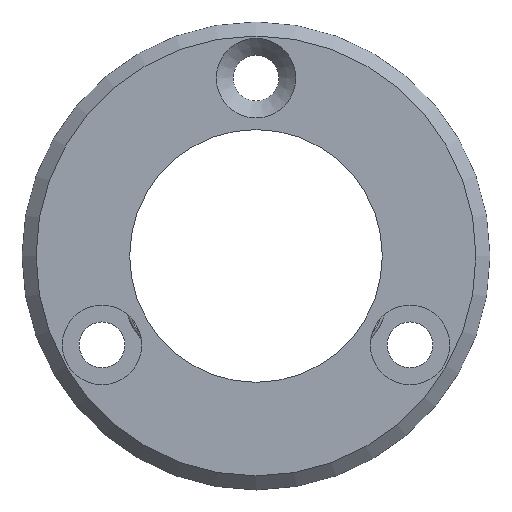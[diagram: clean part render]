
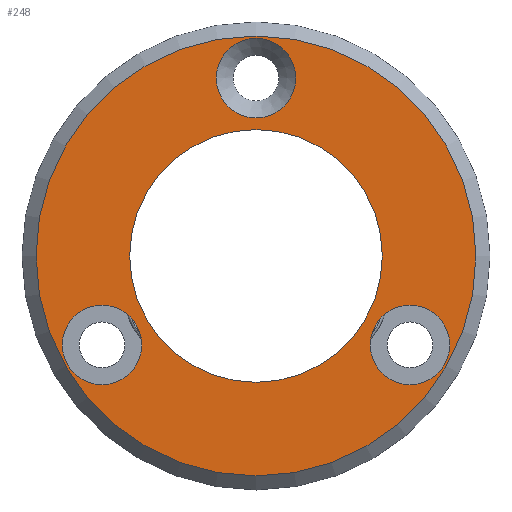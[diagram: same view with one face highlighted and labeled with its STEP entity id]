
A CAD part, top view. The second image highlights one B-rep face of the part: STEP entity #248.
In plain terms, the highlighted planar face has unit normal (0, 0, 1).
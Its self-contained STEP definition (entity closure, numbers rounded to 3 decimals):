
#20=FACE_BOUND('',#55,.T.);
#21=FACE_BOUND('',#56,.T.);
#22=FACE_BOUND('',#57,.T.);
#23=FACE_BOUND('',#58,.T.);
#29=PLANE('',#306);
#41=FACE_OUTER_BOUND('',#54,.T.);
#54=EDGE_LOOP('',(#217));
#55=EDGE_LOOP('',(#218,#219));
#56=EDGE_LOOP('',(#220,#221));
#57=EDGE_LOOP('',(#222,#223));
#58=EDGE_LOOP('',(#224,#225));
#85=CIRCLE('',#278,13.5);
#86=CIRCLE('',#279,13.5);
#92=CIRCLE('',#288,4.25);
#93=CIRCLE('',#289,4.25);
#95=CIRCLE('',#292,4.25);
#96=CIRCLE('',#293,4.25);
#98=CIRCLE('',#296,4.25);
#99=CIRCLE('',#297,4.25);
#103=CIRCLE('',#302,23.5);
#111=VERTEX_POINT('',#409);
#112=VERTEX_POINT('',#411);
#117=VERTEX_POINT('',#427);
#118=VERTEX_POINT('',#428);
#120=VERTEX_POINT('',#435);
#121=VERTEX_POINT('',#436);
#123=VERTEX_POINT('',#443);
#124=VERTEX_POINT('',#444);
#128=VERTEX_POINT('',#455);
#138=EDGE_CURVE('',#112,#111,#85,.T.);
#139=EDGE_CURVE('',#111,#112,#86,.T.);
#146=EDGE_CURVE('',#117,#118,#92,.T.);
#147=EDGE_CURVE('',#118,#117,#93,.T.);
#150=EDGE_CURVE('',#120,#121,#95,.T.);
#151=EDGE_CURVE('',#121,#120,#96,.T.);
#154=EDGE_CURVE('',#123,#124,#98,.T.);
#155=EDGE_CURVE('',#124,#123,#99,.T.);
#161=EDGE_CURVE('',#128,#128,#103,.T.);
#217=ORIENTED_EDGE('',*,*,#161,.F.);
#218=ORIENTED_EDGE('',*,*,#146,.T.);
#219=ORIENTED_EDGE('',*,*,#147,.T.);
#220=ORIENTED_EDGE('',*,*,#150,.T.);
#221=ORIENTED_EDGE('',*,*,#151,.T.);
#222=ORIENTED_EDGE('',*,*,#154,.T.);
#223=ORIENTED_EDGE('',*,*,#155,.T.);
#224=ORIENTED_EDGE('',*,*,#138,.T.);
#225=ORIENTED_EDGE('',*,*,#139,.T.);
#248=ADVANCED_FACE('',(#41,#20,#21,#22,#23),#29,.T.);
#278=AXIS2_PLACEMENT_3D('',#412,#328,#329);
#279=AXIS2_PLACEMENT_3D('',#413,#330,#331);
#288=AXIS2_PLACEMENT_3D('',#429,#349,#350);
#289=AXIS2_PLACEMENT_3D('',#430,#351,#352);
#292=AXIS2_PLACEMENT_3D('',#437,#358,#359);
#293=AXIS2_PLACEMENT_3D('',#438,#360,#361);
#296=AXIS2_PLACEMENT_3D('',#445,#367,#368);
#297=AXIS2_PLACEMENT_3D('',#446,#369,#370);
#302=AXIS2_PLACEMENT_3D('',#457,#381,#382);
#306=AXIS2_PLACEMENT_3D('',#464,#390,#391);
#328=DIRECTION('center_axis',(0.,0.,-1.));
#329=DIRECTION('ref_axis',(1.,0.,0.));
#330=DIRECTION('center_axis',(0.,0.,-1.));
#331=DIRECTION('ref_axis',(1.,0.,0.));
#349=DIRECTION('center_axis',(0.,0.,-1.));
#350=DIRECTION('ref_axis',(-0.5,0.866,0.));
#351=DIRECTION('center_axis',(0.,0.,-1.));
#352=DIRECTION('ref_axis',(-0.5,0.866,0.));
#358=DIRECTION('center_axis',(0.,0.,-1.));
#359=DIRECTION('ref_axis',(-0.5,-0.866,0.));
#360=DIRECTION('center_axis',(0.,0.,-1.));
#361=DIRECTION('ref_axis',(-0.5,-0.866,0.));
#367=DIRECTION('center_axis',(0.,0.,-1.));
#368=DIRECTION('ref_axis',(1.,0.,0.));
#369=DIRECTION('center_axis',(0.,0.,-1.));
#370=DIRECTION('ref_axis',(1.,0.,0.));
#381=DIRECTION('center_axis',(0.,0.,-1.));
#382=DIRECTION('ref_axis',(1.,0.,0.));
#390=DIRECTION('center_axis',(0.,0.,1.));
#391=DIRECTION('ref_axis',(1.,0.,0.));
#409=CARTESIAN_POINT('',(13.5,0.,0.));
#411=CARTESIAN_POINT('',(-13.5,0.,0.));
#412=CARTESIAN_POINT('Origin',(0.,0.,0.));
#413=CARTESIAN_POINT('Origin',(0.,0.,0.));
#427=CARTESIAN_POINT('',(-18.579,-5.819,0.));
#428=CARTESIAN_POINT('',(-14.329,-13.181,0.));
#429=CARTESIAN_POINT('Origin',(-16.454,-9.5,0.));
#430=CARTESIAN_POINT('Origin',(-16.454,-9.5,0.));
#435=CARTESIAN_POINT('',(14.329,-13.181,0.));
#436=CARTESIAN_POINT('',(18.579,-5.819,0.));
#437=CARTESIAN_POINT('Origin',(16.454,-9.5,0.));
#438=CARTESIAN_POINT('Origin',(16.454,-9.5,0.));
#443=CARTESIAN_POINT('',(4.25,19.,0.));
#444=CARTESIAN_POINT('',(-4.25,19.,0.));
#445=CARTESIAN_POINT('Origin',(0.,19.,0.));
#446=CARTESIAN_POINT('Origin',(0.,19.,0.));
#455=CARTESIAN_POINT('',(-23.5,0.,0.));
#457=CARTESIAN_POINT('Origin',(0.,0.,0.));
#464=CARTESIAN_POINT('Origin',(-25.,0.,0.));
